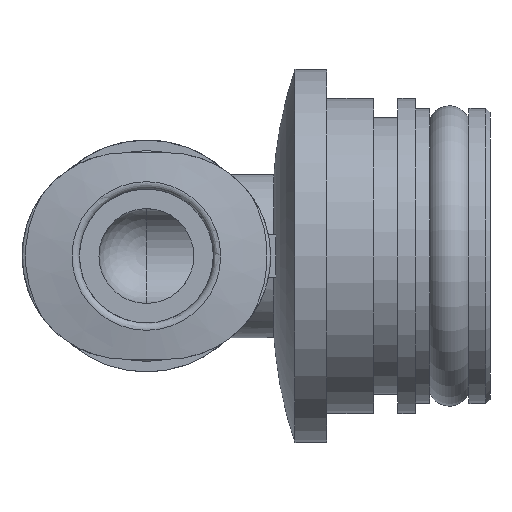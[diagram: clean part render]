
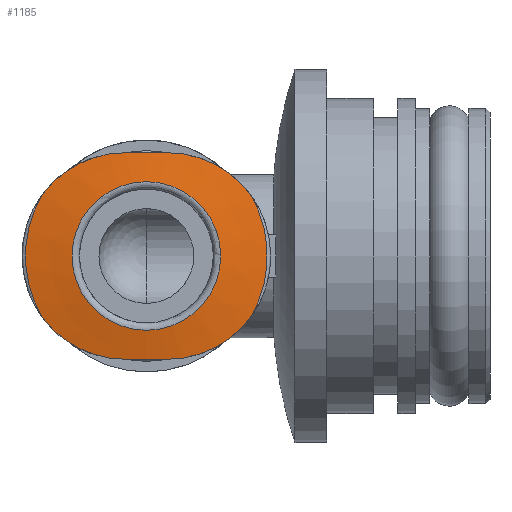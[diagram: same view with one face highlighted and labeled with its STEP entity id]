
A CAD part, left-side view. The second image highlights one B-rep face of the part: STEP entity #1185.
In plain terms, the highlighted conical face has half-angle 80 degrees and reference radius 5.735 mm.
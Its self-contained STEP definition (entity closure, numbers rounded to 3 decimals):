
#29=CONICAL_SURFACE('',#1294,5.735,1.396);
#80=CIRCLE('',#1291,5.735);
#81=CIRCLE('',#1293,5.735);
#82=CIRCLE('',#1295,3.527);
#338=ORIENTED_EDGE('',*,*,#446,.T.);
#339=ORIENTED_EDGE('',*,*,#357,.T.);
#340=ORIENTED_EDGE('',*,*,#349,.T.);
#341=ORIENTED_EDGE('',*,*,#363,.T.);
#342=ORIENTED_EDGE('',*,*,#445,.F.);
#343=ORIENTED_EDGE('',*,*,#365,.T.);
#344=ORIENTED_EDGE('',*,*,#359,.T.);
#345=ORIENTED_EDGE('',*,*,#354,.T.);
#346=ORIENTED_EDGE('',*,*,#444,.F.);
#349=EDGE_CURVE('',#447,#448,#523,.T.);
#354=EDGE_CURVE('',#453,#451,#525,.T.);
#357=EDGE_CURVE('',#455,#447,#526,.T.);
#359=EDGE_CURVE('',#456,#453,#528,.T.);
#363=EDGE_CURVE('',#448,#458,#530,.T.);
#365=EDGE_CURVE('',#460,#456,#531,.T.);
#444=EDGE_CURVE('',#455,#451,#80,.T.);
#445=EDGE_CURVE('',#460,#458,#81,.T.);
#446=EDGE_CURVE('',#522,#522,#82,.T.);
#447=VERTEX_POINT('',#1540);
#448=VERTEX_POINT('',#1541);
#451=VERTEX_POINT('',#1552);
#453=VERTEX_POINT('',#1558);
#455=VERTEX_POINT('',#1566);
#456=VERTEX_POINT('',#1576);
#458=VERTEX_POINT('',#1585);
#460=VERTEX_POINT('',#1596);
#522=VERTEX_POINT('',#1838);
#523=B_SPLINE_CURVE_WITH_KNOTS('',3,(#1536,#1537,#1538,#1539),
 .UNSPECIFIED.,.F.,.F.,(4,4),(0.002,0.004),
 .UNSPECIFIED.);
#525=B_SPLINE_CURVE_WITH_KNOTS('',3,(#1554,#1555,#1556,#1557),
 .UNSPECIFIED.,.F.,.F.,(4,4),(0.,0.005),
 .UNSPECIFIED.);
#526=B_SPLINE_CURVE_WITH_KNOTS('',3,(#1562,#1563,#1564,#1565),
 .UNSPECIFIED.,.F.,.F.,(4,4),(0.,0.005),
 .UNSPECIFIED.);
#528=B_SPLINE_CURVE_WITH_KNOTS('',3,(#1572,#1573,#1574,#1575),
 .UNSPECIFIED.,.F.,.F.,(4,4),(0.002,0.004),
 .UNSPECIFIED.);
#530=B_SPLINE_CURVE_WITH_KNOTS('',3,(#1587,#1588,#1589,#1590),
 .UNSPECIFIED.,.F.,.F.,(4,4),(0.,0.005),
 .UNSPECIFIED.);
#531=B_SPLINE_CURVE_WITH_KNOTS('',3,(#1592,#1593,#1594,#1595),
 .UNSPECIFIED.,.F.,.F.,(4,4),(0.,0.005),
 .UNSPECIFIED.);
#630=EDGE_LOOP('',(#338));
#631=EDGE_LOOP('',(#339,#340,#341,#342,#343,#344,#345,#346));
#718=FACE_BOUND('',#630,.T.);
#719=FACE_BOUND('',#631,.T.);
#1185=ADVANCED_FACE('',(#718,#719),#29,.T.);
#1291=AXIS2_PLACEMENT_3D('',#1833,#1522,#1523);
#1293=AXIS2_PLACEMENT_3D('',#1835,#1526,#1527);
#1294=AXIS2_PLACEMENT_3D('',#1836,#1528,#1529);
#1295=AXIS2_PLACEMENT_3D('',#1837,#1530,#1531);
#1522=DIRECTION('',(1.,0.,0.));
#1523=DIRECTION('',(0.,0.,-1.));
#1526=DIRECTION('',(1.,0.,0.));
#1527=DIRECTION('',(0.,0.,-1.));
#1528=DIRECTION('',(1.,0.,0.));
#1529=DIRECTION('',(0.,0.,-1.));
#1530=DIRECTION('',(1.,0.,0.));
#1531=DIRECTION('',(0.,0.,-1.));
#1536=CARTESIAN_POINT('',(-20.028,7.55,4.9));
#1537=CARTESIAN_POINT('',(-20.052,8.217,4.9));
#1538=CARTESIAN_POINT('',(-20.052,8.883,4.9));
#1539=CARTESIAN_POINT('',(-20.028,9.55,4.9));
#1540=CARTESIAN_POINT('',(-20.028,7.55,4.9));
#1541=CARTESIAN_POINT('',(-20.028,9.55,4.9));
#1552=CARTESIAN_POINT('',(-19.899,3.611,-2.915));
#1554=CARTESIAN_POINT('',(-20.028,7.55,-4.9));
#1555=CARTESIAN_POINT('',(-19.974,6.012,-4.9));
#1556=CARTESIAN_POINT('',(-19.927,4.526,-4.151));
#1557=CARTESIAN_POINT('',(-19.899,3.611,-2.915));
#1558=CARTESIAN_POINT('',(-20.028,7.55,-4.9));
#1562=CARTESIAN_POINT('',(-19.899,3.611,2.915));
#1563=CARTESIAN_POINT('',(-19.927,4.526,4.151));
#1564=CARTESIAN_POINT('',(-19.974,6.013,4.9));
#1565=CARTESIAN_POINT('',(-20.028,7.55,4.9));
#1566=CARTESIAN_POINT('',(-19.899,3.611,2.915));
#1572=CARTESIAN_POINT('',(-20.028,9.55,-4.9));
#1573=CARTESIAN_POINT('',(-20.052,8.883,-4.9));
#1574=CARTESIAN_POINT('',(-20.052,8.217,-4.9));
#1575=CARTESIAN_POINT('',(-20.028,7.55,-4.9));
#1576=CARTESIAN_POINT('',(-20.028,9.55,-4.9));
#1585=CARTESIAN_POINT('',(-19.899,13.489,2.915));
#1587=CARTESIAN_POINT('',(-20.028,9.55,4.9));
#1588=CARTESIAN_POINT('',(-19.974,11.088,4.9));
#1589=CARTESIAN_POINT('',(-19.927,12.574,4.151));
#1590=CARTESIAN_POINT('',(-19.899,13.489,2.915));
#1592=CARTESIAN_POINT('',(-19.899,13.489,-2.915));
#1593=CARTESIAN_POINT('',(-19.927,12.574,-4.151));
#1594=CARTESIAN_POINT('',(-19.974,11.087,-4.9));
#1595=CARTESIAN_POINT('',(-20.028,9.55,-4.9));
#1596=CARTESIAN_POINT('',(-19.899,13.489,-2.915));
#1833=CARTESIAN_POINT('',(-19.899,8.55,0.));
#1835=CARTESIAN_POINT('',(-19.899,8.55,0.));
#1836=CARTESIAN_POINT('',(-19.899,8.55,0.));
#1837=CARTESIAN_POINT('',(-20.288,8.55,0.));
#1838=CARTESIAN_POINT('',(-20.288,8.55,-3.527));
